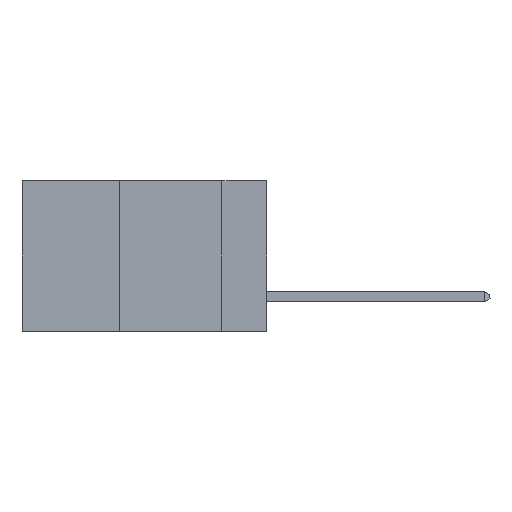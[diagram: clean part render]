
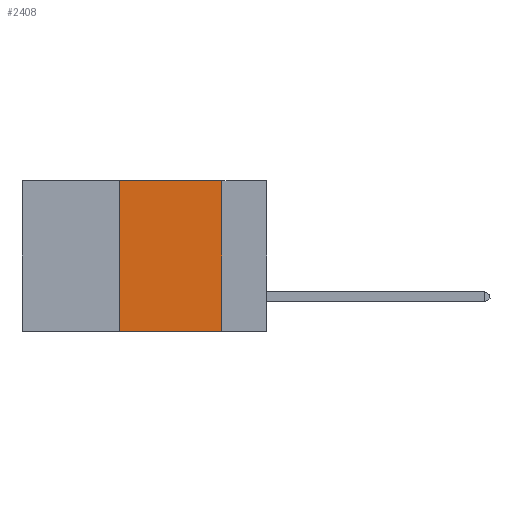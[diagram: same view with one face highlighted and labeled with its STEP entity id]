
A CAD part, left-side view. The second image highlights one B-rep face of the part: STEP entity #2408.
In plain terms, the highlighted planar face has unit normal (-1, 0, 0).
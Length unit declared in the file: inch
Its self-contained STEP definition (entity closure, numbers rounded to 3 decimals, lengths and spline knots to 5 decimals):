
#993 = CARTESIAN_POINT ( 'NONE',  ( 0., 0.36, 0. ) ) ;
#1260 = CARTESIAN_POINT ( 'NONE',  ( 0., 0.11, 0. ) ) ;
#1438 = LINE ( 'NONE', #993, #9500 ) ;
#1563 = VECTOR ( 'NONE', #9291, 39.37008 ) ;
#1725 = CARTESIAN_POINT ( 'NONE',  ( 0., 0.36, -0.37 ) ) ;
#2408 = ADVANCED_FACE ( 'NONE', ( #4373 ), #12312, .F. ) ;
#2664 = DIRECTION ( 'NONE',  ( 1., 0., 0. ) ) ;
#3179 = VERTEX_POINT ( 'NONE', #18859 ) ;
#4373 = FACE_OUTER_BOUND ( 'NONE', #13712, .T. ) ;
#4565 = VERTEX_POINT ( 'NONE', #19890 ) ;
#5206 = EDGE_CURVE ( 'NONE', #5442, #3179, #14535, .T. ) ;
#5262 = CARTESIAN_POINT ( 'NONE',  ( 0., 0.11, 0. ) ) ;
#5442 = VERTEX_POINT ( 'NONE', #1725 ) ;
#5912 = CARTESIAN_POINT ( 'NONE',  ( 0., 0.6, -0.37 ) ) ;
#6945 = ORIENTED_EDGE ( 'NONE', *, *, #8621, .F. ) ;
#8331 = ORIENTED_EDGE ( 'NONE', *, *, #16830, .F. ) ;
#8621 = EDGE_CURVE ( 'NONE', #5442, #4565, #1438, .T. ) ;
#9291 = DIRECTION ( 'NONE',  ( 0., 0., -1. ) ) ;
#9500 = VECTOR ( 'NONE', #12233, 39.37008 ) ;
#10348 = VECTOR ( 'NONE', #20219, 39.37008 ) ;
#11752 = CARTESIAN_POINT ( 'NONE',  ( 0., 0.6, 0. ) ) ;
#12007 = ORIENTED_EDGE ( 'NONE', *, *, #13288, .F. ) ;
#12233 = DIRECTION ( 'NONE',  ( 0., 0., 1. ) ) ;
#12312 = PLANE ( 'NONE',  #14096 ) ;
#13288 = EDGE_CURVE ( 'NONE', #4565, #20019, #16666, .T. ) ;
#13315 = DIRECTION ( 'NONE',  ( 0., -1., 0. ) ) ;
#13712 = EDGE_LOOP ( 'NONE', ( #8331, #12007, #6945, #14155 ) ) ;
#13867 = DIRECTION ( 'NONE',  ( 0., 0., -1. ) ) ;
#14096 = AXIS2_PLACEMENT_3D ( 'NONE', #15384, #2664, #13867 ) ;
#14155 = ORIENTED_EDGE ( 'NONE', *, *, #5206, .T. ) ;
#14535 = LINE ( 'NONE', #5912, #10348 ) ;
#15384 = CARTESIAN_POINT ( 'NONE',  ( 0., 0.6, 0. ) ) ;
#16172 = VECTOR ( 'NONE', #13315, 39.37008 ) ;
#16666 = LINE ( 'NONE', #11752, #16172 ) ;
#16830 = EDGE_CURVE ( 'NONE', #20019, #3179, #19978, .T. ) ;
#18859 = CARTESIAN_POINT ( 'NONE',  ( 0., 0.11, -0.37 ) ) ;
#19890 = CARTESIAN_POINT ( 'NONE',  ( 0., 0.36, 0. ) ) ;
#19978 = LINE ( 'NONE', #1260, #1563 ) ;
#20019 = VERTEX_POINT ( 'NONE', #5262 ) ;
#20219 = DIRECTION ( 'NONE',  ( 0., -1., 0. ) ) ;
